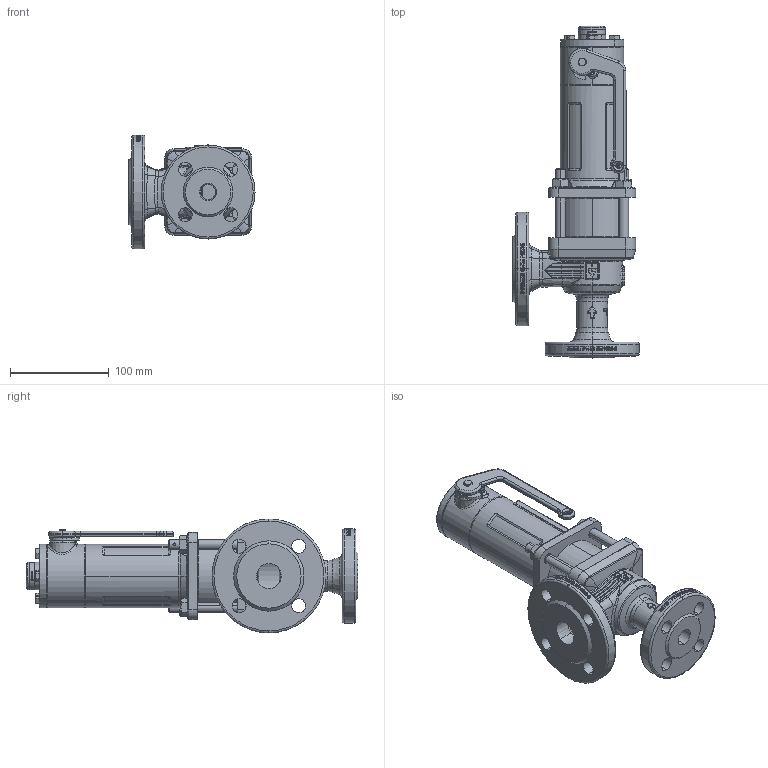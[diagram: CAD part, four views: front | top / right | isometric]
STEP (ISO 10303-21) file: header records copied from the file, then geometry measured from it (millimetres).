
FILE_DESCRIPTION (( 'STEP AP214' ), '1' );
FILE_NAME ('355TBGFL_15_FLFL_1525_MD.STEP', '2020-07-21T09:17:02', ( '' ), ( '' ), 'SwSTEP 2.0', 'SolidWorks 2018', '' );
FILE_SCHEMA (( 'AUTOMOTIVE_DESIGN' ));
Length unit declared in the file: millimetre
Products named in the file (2): 355TBGFL_15_FLFL_1525_MD
Bounding box: 127.5 x 335.45 x 115 mm (x, y, z)
Volume: 865098.8 mm3; surface area: 245110.1 mm2
Topology: 20 solids, 20 shells, 2159 faces, 5810 edges, 3876 vertices
Faces by surface type: bspline 636, cylinder 595, plane 556, cone 226, torus 120, sphere 26
Entity records: 163905 total; most frequent: CARTESIAN_POINT 90209, ORIENTED_EDGE 11526, DIRECTION 8665, EDGE_CURVE 5763, VERTEX_POINT 3874, AXIS2_PLACEMENT_3D 3485, EDGE_LOOP 2469, UNCERTAINTY_MEASURE_WITH_UNIT 2170
